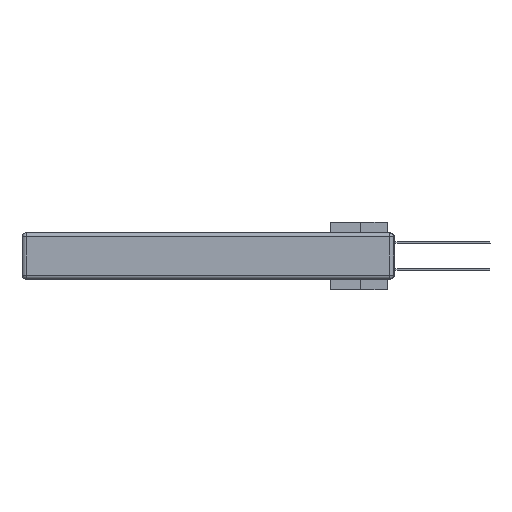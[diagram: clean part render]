
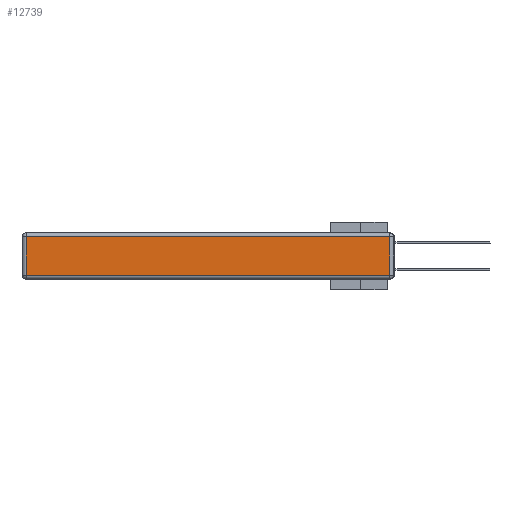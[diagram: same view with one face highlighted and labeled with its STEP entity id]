
A CAD part, left-side view. The second image highlights one B-rep face of the part: STEP entity #12739.
In plain terms, the highlighted planar face has unit normal (-1, 0, 0).
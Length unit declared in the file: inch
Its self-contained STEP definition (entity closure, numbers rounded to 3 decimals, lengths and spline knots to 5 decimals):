
#189 = CARTESIAN_POINT ( 'NONE',  ( 0., 0., -0.313 ) ) ;
#205 = CARTESIAN_POINT ( 'NONE',  ( 0., 2.72, -0.343 ) ) ;
#1213 = ORIENTED_EDGE ( 'NONE', *, *, #7779, .T. ) ;
#1405 = CARTESIAN_POINT ( 'NONE',  ( 0., 2.72, -0.03 ) ) ;
#2712 = EDGE_LOOP ( 'NONE', ( #3774, #1213, #28344, #3920 ) ) ;
#3774 = ORIENTED_EDGE ( 'NONE', *, *, #22020, .T. ) ;
#3920 = ORIENTED_EDGE ( 'NONE', *, *, #13585, .T. ) ;
#4477 = VERTEX_POINT ( 'NONE', #10377 ) ;
#4798 = DIRECTION ( 'NONE',  ( 0., 0., -1. ) ) ;
#4900 = DIRECTION ( 'NONE',  ( 0., 1., 0. ) ) ;
#6030 = VECTOR ( 'NONE', #9549, 39.37008 ) ;
#7779 = EDGE_CURVE ( 'NONE', #11185, #28485, #16669, .T. ) ;
#8758 = VECTOR ( 'NONE', #4900, 39.37008 ) ;
#9549 = DIRECTION ( 'NONE',  ( 0., 0., 1. ) ) ;
#10377 = CARTESIAN_POINT ( 'NONE',  ( 0., 2.72, -0.313 ) ) ;
#11185 = VERTEX_POINT ( 'NONE', #23132 ) ;
#11947 = VERTEX_POINT ( 'NONE', #1405 ) ;
#12739 = ADVANCED_FACE ( 'NONE', ( #14169 ), #14842, .T. ) ;
#13585 = EDGE_CURVE ( 'NONE', #11947, #4477, #25093, .T. ) ;
#14169 = FACE_OUTER_BOUND ( 'NONE', #2712, .T. ) ;
#14551 = DIRECTION ( 'NONE',  ( -1., 0., 0. ) ) ;
#14826 = VECTOR ( 'NONE', #4798, 39.37008 ) ;
#14842 = PLANE ( 'NONE',  #27620 ) ;
#16669 = LINE ( 'NONE', #21559, #6030 ) ;
#16770 = EDGE_CURVE ( 'NONE', #28485, #11947, #22259, .T. ) ;
#18564 = CARTESIAN_POINT ( 'NONE',  ( 0., 2.75, -0.03 ) ) ;
#19092 = CARTESIAN_POINT ( 'NONE',  ( 0., 0., -0.343 ) ) ;
#21044 = DIRECTION ( 'NONE',  ( 0., -1., 0. ) ) ;
#21559 = CARTESIAN_POINT ( 'NONE',  ( 0., 0.03, -0.343 ) ) ;
#22020 = EDGE_CURVE ( 'NONE', #4477, #11185, #27949, .T. ) ;
#22259 = LINE ( 'NONE', #18564, #8758 ) ;
#23132 = CARTESIAN_POINT ( 'NONE',  ( 0., 0.03, -0.313 ) ) ;
#23734 = DIRECTION ( 'NONE',  ( 0., 0., 1. ) ) ;
#24638 = CARTESIAN_POINT ( 'NONE',  ( 0., 0.03, -0.03 ) ) ;
#25093 = LINE ( 'NONE', #205, #14826 ) ;
#26527 = VECTOR ( 'NONE', #21044, 39.37008 ) ;
#27620 = AXIS2_PLACEMENT_3D ( 'NONE', #19092, #14551, #23734 ) ;
#27949 = LINE ( 'NONE', #189, #26527 ) ;
#28344 = ORIENTED_EDGE ( 'NONE', *, *, #16770, .T. ) ;
#28485 = VERTEX_POINT ( 'NONE', #24638 ) ;
